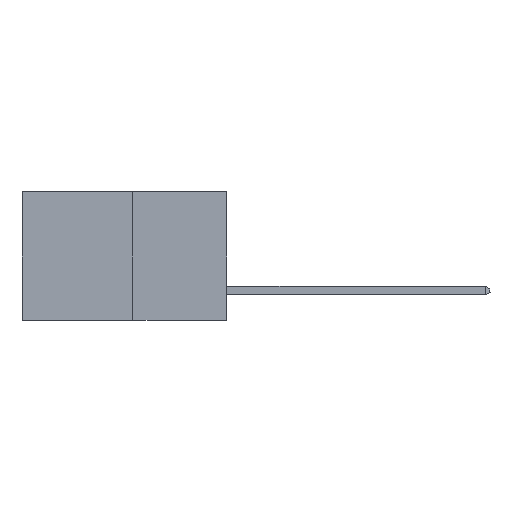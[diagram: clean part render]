
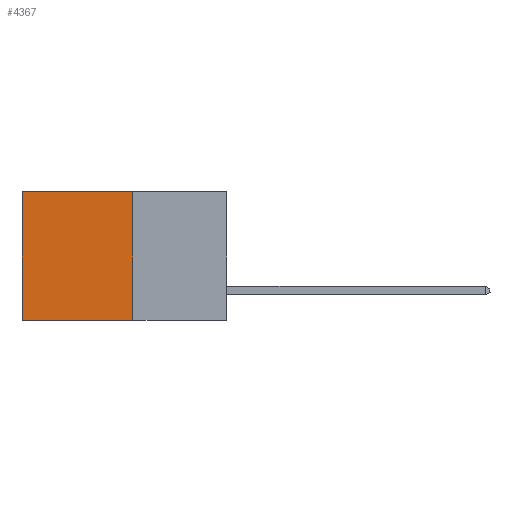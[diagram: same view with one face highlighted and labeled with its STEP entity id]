
A CAD part, left-side view. The second image highlights one B-rep face of the part: STEP entity #4367.
In plain terms, the highlighted planar face has unit normal (-1, 0, 0).
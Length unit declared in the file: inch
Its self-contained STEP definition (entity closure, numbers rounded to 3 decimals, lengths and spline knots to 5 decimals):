
#254 = CARTESIAN_POINT ( 'NONE',  ( 0.277, 0.59, -0.37 ) ) ;
#471 = EDGE_CURVE ( 'NONE', #10182, #2042, #851, .T. ) ;
#521 = CARTESIAN_POINT ( 'NONE',  ( 0.277, 0.27, -0.37 ) ) ;
#542 = EDGE_CURVE ( 'NONE', #8529, #9890, #2190, .T. ) ;
#732 = LINE ( 'NONE', #10147, #3922 ) ;
#851 = LINE ( 'NONE', #254, #10401 ) ;
#986 = DIRECTION ( 'NONE',  ( 0., 1., 0. ) ) ;
#1869 = ORIENTED_EDGE ( 'NONE', *, *, #542, .F. ) ;
#2042 = VERTEX_POINT ( 'NONE', #8977 ) ;
#2190 = LINE ( 'NONE', #11861, #11680 ) ;
#2643 = EDGE_CURVE ( 'NONE', #9890, #2042, #732, .T. ) ;
#2646 = DIRECTION ( 'NONE',  ( 1., 0., 0. ) ) ;
#3299 = CARTESIAN_POINT ( 'NONE',  ( 0.277, 0.27, 0. ) ) ;
#3922 = VECTOR ( 'NONE', #12598, 39.37008 ) ;
#4167 = CARTESIAN_POINT ( 'NONE',  ( 0.277, 0.27, -0.37 ) ) ;
#4367 = ADVANCED_FACE ( 'NONE', ( #9722 ), #12065, .F. ) ;
#4415 = DIRECTION ( 'NONE',  ( 0., 0., -1. ) ) ;
#4557 = LINE ( 'NONE', #7188, #7090 ) ;
#4712 = CARTESIAN_POINT ( 'NONE',  ( 0.277, 0.59, 0. ) ) ;
#5615 = DIRECTION ( 'NONE',  ( 0., 0., -1. ) ) ;
#5901 = ORIENTED_EDGE ( 'NONE', *, *, #471, .T. ) ;
#7090 = VECTOR ( 'NONE', #986, 39.37008 ) ;
#7188 = CARTESIAN_POINT ( 'NONE',  ( 0.277, 0.27, 0. ) ) ;
#7273 = DIRECTION ( 'NONE',  ( 0., 0., -1. ) ) ;
#7796 = ORIENTED_EDGE ( 'NONE', *, *, #2643, .F. ) ;
#8529 = VERTEX_POINT ( 'NONE', #3299 ) ;
#8911 = EDGE_LOOP ( 'NONE', ( #5901, #7796, #1869, #11752 ) ) ;
#8977 = CARTESIAN_POINT ( 'NONE',  ( 0.277, 0.59, -0.37 ) ) ;
#9722 = FACE_OUTER_BOUND ( 'NONE', #8911, .T. ) ;
#9890 = VERTEX_POINT ( 'NONE', #4167 ) ;
#10147 = CARTESIAN_POINT ( 'NONE',  ( 0.277, 0.27, -0.37 ) ) ;
#10182 = VERTEX_POINT ( 'NONE', #4712 ) ;
#10401 = VECTOR ( 'NONE', #4415, 39.37008 ) ;
#11680 = VECTOR ( 'NONE', #7273, 39.37008 ) ;
#11752 = ORIENTED_EDGE ( 'NONE', *, *, #12520, .T. ) ;
#11861 = CARTESIAN_POINT ( 'NONE',  ( 0.277, 0.27, -0.37 ) ) ;
#12065 = PLANE ( 'NONE',  #12494 ) ;
#12494 = AXIS2_PLACEMENT_3D ( 'NONE', #521, #2646, #5615 ) ;
#12520 = EDGE_CURVE ( 'NONE', #8529, #10182, #4557, .T. ) ;
#12598 = DIRECTION ( 'NONE',  ( 0., 1., 0. ) ) ;
